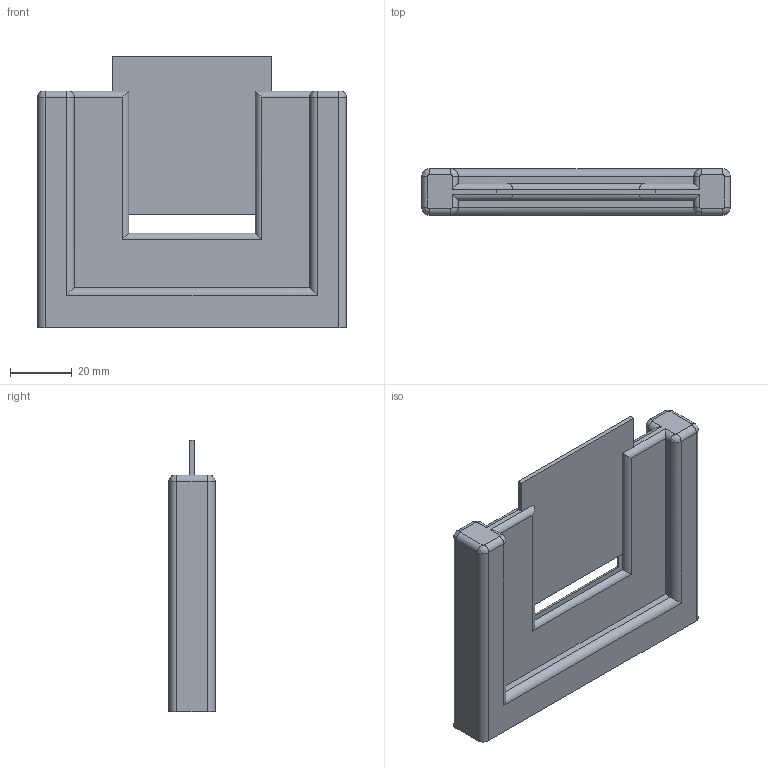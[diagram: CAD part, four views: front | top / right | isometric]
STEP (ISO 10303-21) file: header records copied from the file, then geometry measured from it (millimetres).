
FILE_DESCRIPTION(/* description */ (''),/* implementation_level */ '2;1');
FILE_NAME(/* name */ 'Diffraction Slit Mount.step',/* time_stamp */ '2023-11-25T19:18:59-06:00',/* author */ (''),/* organization */ (''),/* preprocessor_version */ 'ST-DEVELOPER v20',/* originating_system */ 'Autodesk Translation Framework v12.14.0.127',/* authorisation */ '');
FILE_SCHEMA (('AUTOMOTIVE_DESIGN { 1 0 10303 214 3 1 1 }'));
Length unit declared in the file: millimetre
Products named in the file (1): (Unsaved)
Bounding box: 100 x 15 x 87.85 mm (x, y, z)
Volume: 58070.7 mm3; surface area: 25187.7 mm2
Topology: 2 solids, 2 shells, 68 faces, 162 edges, 100 vertices
Faces by surface type: cylinder 32, plane 28, bspline 8
Full cylindrical faces by diameter (mm): 10.5 x2
Entity records: 2025 total; most frequent: CARTESIAN_POINT 395, DIRECTION 344, ORIENTED_EDGE 324, EDGE_CURVE 162, AXIS2_PLACEMENT_3D 121, LINE 102, VECTOR 102, VERTEX_POINT 100
